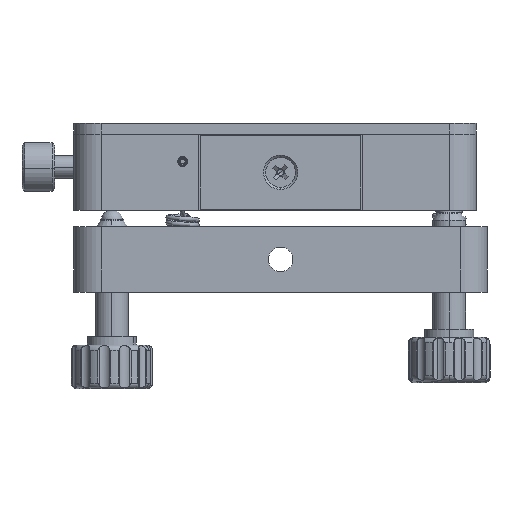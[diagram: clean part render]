
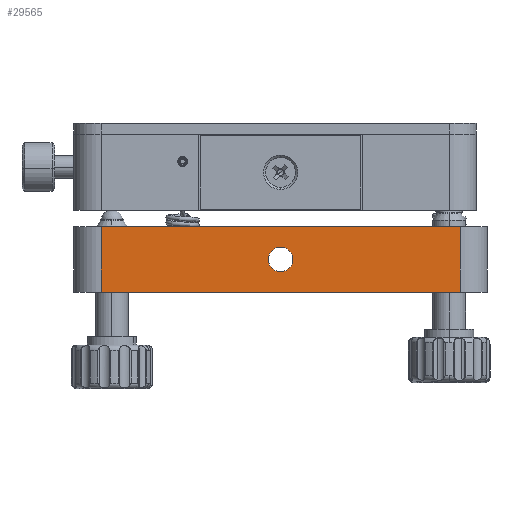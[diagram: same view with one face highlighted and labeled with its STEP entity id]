
A CAD part, left-side view. The second image highlights one B-rep face of the part: STEP entity #29565.
In plain terms, the highlighted planar face has unit normal (-1, 0, 0).
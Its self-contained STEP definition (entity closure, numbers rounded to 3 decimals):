
#300 = VERTEX_POINT ( 'NONE', #12391 ) ;
#1402 = AXIS2_PLACEMENT_3D ( 'NONE', #14810, #25556, #32302 ) ;
#2360 = CARTESIAN_POINT ( 'NONE',  ( -38., 33., -15. ) ) ;
#2734 = FACE_BOUND ( 'NONE', #34920, .T. ) ;
#3731 = EDGE_CURVE ( 'NONE', #8722, #300, #4110, .T. ) ;
#4110 = LINE ( 'NONE', #37341, #43147 ) ;
#4162 = PLANE ( 'NONE',  #1402 ) ;
#5730 = VECTOR ( 'NONE', #8108, 1000. ) ;
#7716 = EDGE_CURVE ( 'NONE', #33757, #44274, #18518, .T. ) ;
#8108 = DIRECTION ( 'NONE',  ( 0., 1., 0. ) ) ;
#8696 = ORIENTED_EDGE ( 'NONE', *, *, #33537, .T. ) ;
#8722 = VERTEX_POINT ( 'NONE', #27120 ) ;
#9176 = EDGE_CURVE ( 'NONE', #44274, #33757, #32711, .T. ) ;
#10993 = EDGE_LOOP ( 'NONE', ( #40857, #33683, #38645, #8696 ) ) ;
#12343 = VECTOR ( 'NONE', #34358, 1000. ) ;
#12391 = CARTESIAN_POINT ( 'NONE',  ( -38., -33., -15. ) ) ;
#13223 = LINE ( 'NONE', #15928, #36339 ) ;
#14810 = CARTESIAN_POINT ( 'NONE',  ( -38., 33., -3. ) ) ;
#15515 = CARTESIAN_POINT ( 'NONE',  ( -38., 33., -15. ) ) ;
#15928 = CARTESIAN_POINT ( 'NONE',  ( -38., 33., -3. ) ) ;
#16346 = DIRECTION ( 'NONE',  ( -1., 0., 0. ) ) ;
#16793 = AXIS2_PLACEMENT_3D ( 'NONE', #19438, #16346, #33239 ) ;
#18518 = CIRCLE ( 'NONE', #38234, 2.25 ) ;
#19438 = CARTESIAN_POINT ( 'NONE',  ( -38., 0., -9. ) ) ;
#19574 = DIRECTION ( 'NONE',  ( 0., 0., 1. ) ) ;
#24461 = LINE ( 'NONE', #45101, #12343 ) ;
#25556 = DIRECTION ( 'NONE',  ( -1., 0., 0. ) ) ;
#26106 = LINE ( 'NONE', #15515, #5730 ) ;
#26665 = CARTESIAN_POINT ( 'NONE',  ( -38., 0., -11.25 ) ) ;
#27120 = CARTESIAN_POINT ( 'NONE',  ( -38., -33., -3. ) ) ;
#27482 = FACE_OUTER_BOUND ( 'NONE', #10993, .T. ) ;
#29565 = ADVANCED_FACE ( 'NONE', ( #2734, #27482 ), #4162, .T. ) ;
#30400 = DIRECTION ( 'NONE',  ( 0., 0., -1. ) ) ;
#30519 = ORIENTED_EDGE ( 'NONE', *, *, #7716, .F. ) ;
#32302 = DIRECTION ( 'NONE',  ( 0., 0., 1. ) ) ;
#32364 = VERTEX_POINT ( 'NONE', #40672 ) ;
#32711 = CIRCLE ( 'NONE', #16793, 2.25 ) ;
#33239 = DIRECTION ( 'NONE',  ( 0., 0., 1. ) ) ;
#33537 = EDGE_CURVE ( 'NONE', #32364, #39055, #13223, .T. ) ;
#33683 = ORIENTED_EDGE ( 'NONE', *, *, #3731, .F. ) ;
#33757 = VERTEX_POINT ( 'NONE', #26665 ) ;
#34358 = DIRECTION ( 'NONE',  ( 0., 1., 0. ) ) ;
#34920 = EDGE_LOOP ( 'NONE', ( #42919, #30519 ) ) ;
#36339 = VECTOR ( 'NONE', #43881, 1000. ) ;
#37341 = CARTESIAN_POINT ( 'NONE',  ( -38., -33., -3. ) ) ;
#38234 = AXIS2_PLACEMENT_3D ( 'NONE', #44563, #40564, #19574 ) ;
#38324 = EDGE_CURVE ( 'NONE', #300, #39055, #26106, .T. ) ;
#38564 = EDGE_CURVE ( 'NONE', #8722, #32364, #24461, .T. ) ;
#38645 = ORIENTED_EDGE ( 'NONE', *, *, #38564, .T. ) ;
#39055 = VERTEX_POINT ( 'NONE', #2360 ) ;
#40564 = DIRECTION ( 'NONE',  ( -1., 0., 0. ) ) ;
#40672 = CARTESIAN_POINT ( 'NONE',  ( -38., 33., -3. ) ) ;
#40857 = ORIENTED_EDGE ( 'NONE', *, *, #38324, .F. ) ;
#42079 = CARTESIAN_POINT ( 'NONE',  ( -38., 0., -6.75 ) ) ;
#42919 = ORIENTED_EDGE ( 'NONE', *, *, #9176, .F. ) ;
#43147 = VECTOR ( 'NONE', #30400, 1000. ) ;
#43881 = DIRECTION ( 'NONE',  ( 0., 0., -1. ) ) ;
#44274 = VERTEX_POINT ( 'NONE', #42079 ) ;
#44563 = CARTESIAN_POINT ( 'NONE',  ( -38., 0., -9. ) ) ;
#45101 = CARTESIAN_POINT ( 'NONE',  ( -38., 33., -3. ) ) ;
